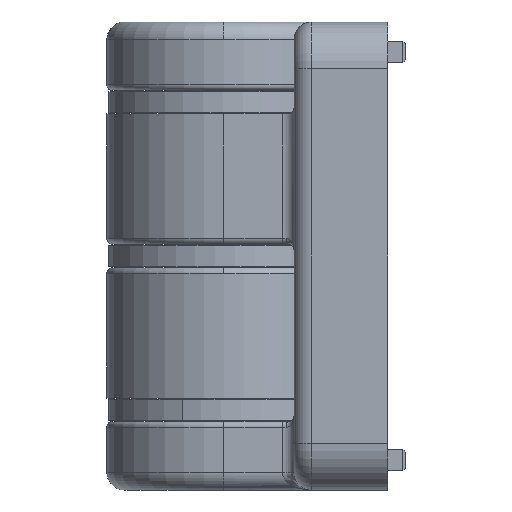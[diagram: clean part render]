
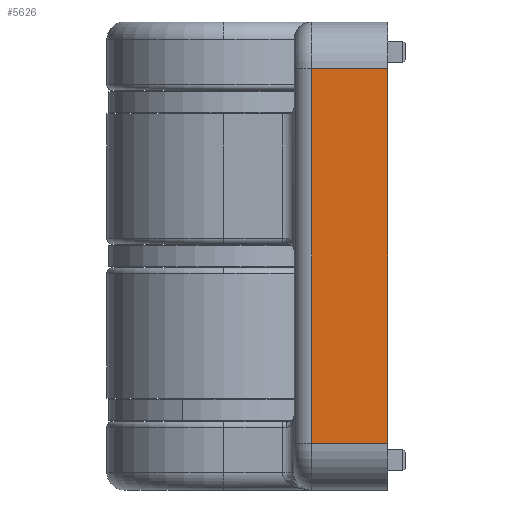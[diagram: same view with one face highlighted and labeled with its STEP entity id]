
A CAD part, left-side view. The second image highlights one B-rep face of the part: STEP entity #5626.
In plain terms, the highlighted planar face has unit normal (-1, 0, 0).
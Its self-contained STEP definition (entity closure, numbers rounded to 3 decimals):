
#361=PLANE('',#6182);
#602=LINE('',#8392,#990);
#641=LINE('',#8596,#1029);
#642=LINE('',#8598,#1030);
#643=LINE('',#8599,#1031);
#990=VECTOR('',#6806,1000.);
#1029=VECTOR('',#6879,1000.);
#1030=VECTOR('',#6880,1000.);
#1031=VECTOR('',#6881,1000.);
#1402=FACE_OUTER_BOUND('',#1775,.T.);
#1775=EDGE_LOOP('',(#3942,#3943,#3944,#3945));
#2475=VERTEX_POINT('',#8389);
#2476=VERTEX_POINT('',#8391);
#2536=VERTEX_POINT('',#8595);
#2537=VERTEX_POINT('',#8597);
#3002=EDGE_CURVE('',#2476,#2475,#602,.T.);
#3068=EDGE_CURVE('',#2475,#2536,#641,.T.);
#3069=EDGE_CURVE('',#2536,#2537,#642,.T.);
#3070=EDGE_CURVE('',#2537,#2476,#643,.T.);
#3942=ORIENTED_EDGE('',*,*,#3068,.T.);
#3943=ORIENTED_EDGE('',*,*,#3069,.T.);
#3944=ORIENTED_EDGE('',*,*,#3070,.T.);
#3945=ORIENTED_EDGE('',*,*,#3002,.T.);
#5626=ADVANCED_FACE('',(#1402),#361,.T.);
#6182=AXIS2_PLACEMENT_3D('',#8594,#6877,#6878);
#6806=DIRECTION('',(0.,0.,1.));
#6877=DIRECTION('center_axis',(-1.,0.,0.));
#6878=DIRECTION('ref_axis',(0.,0.,1.));
#6879=DIRECTION('',(0.,1.,0.));
#6880=DIRECTION('',(0.,0.,-1.));
#6881=DIRECTION('',(0.,-1.,0.));
#8389=CARTESIAN_POINT('',(-37.,-14.,16.));
#8391=CARTESIAN_POINT('',(-37.,-14.,-16.));
#8392=CARTESIAN_POINT('',(-37.,-14.,-20.));
#8594=CARTESIAN_POINT('Origin',(-37.,-6.,-20.));
#8595=CARTESIAN_POINT('',(-37.,-7.5,16.));
#8596=CARTESIAN_POINT('',(-37.,-6.,16.));
#8597=CARTESIAN_POINT('',(-37.,-7.5,-16.));
#8598=CARTESIAN_POINT('',(-37.,-7.5,-20.));
#8599=CARTESIAN_POINT('',(-37.,-14.,-16.));
